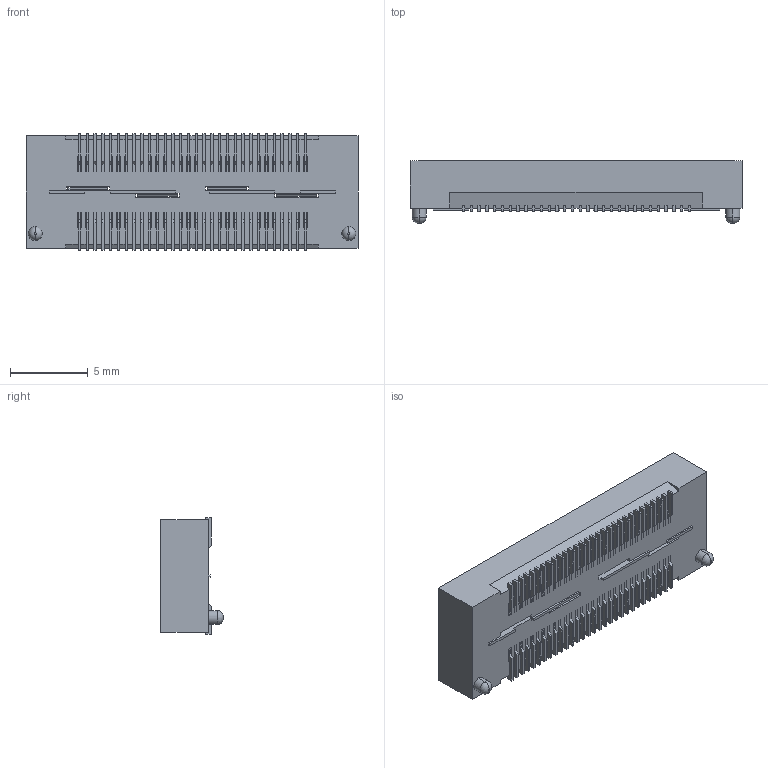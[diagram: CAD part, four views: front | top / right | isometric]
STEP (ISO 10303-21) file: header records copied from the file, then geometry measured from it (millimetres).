
FILE_DESCRIPTION(/* description */ ('Alibre Inc.'),/* implementation_level */ '2;1');
FILE_NAME(/* name */ 'export0',/* time_stamp */ '2015-03-06T14:32:52+08:00',/* author */ (''),/* organization */ (''),/* preprocessor_version */ 'ST-DEVELOPER v14',/* originating_system */ 'Alibre',/* authorisation */ '');
FILE_SCHEMA (('AUTOMOTIVE_DESIGN'));
Length unit declared in the file: inch
Bounding box: 21.31 x 4 x 7.49 mm (x, y, z)
Volume: 271.8 mm3; surface area: 1305.1 mm2
Topology: 1 solids, 1 shells, 1785 faces, 5870 edges, 3912 vertices
Faces by surface type: plane 1299, cylinder 482, torus 4
Entity records: 64423 total; most frequent: ORIENTED_EDGE 11740, CARTESIAN_POINT 11568, DIRECTION 9111, EDGE_CURVE 5870, VECTOR 4898, LINE 4898, VERTEX_POINT 3912, AXIS2_PLACEMENT_3D 2758
